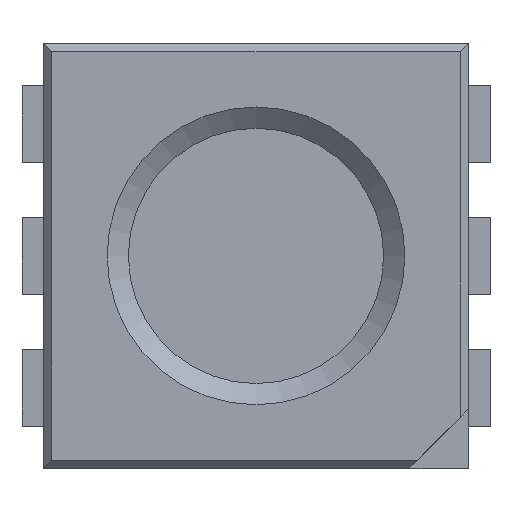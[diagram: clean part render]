
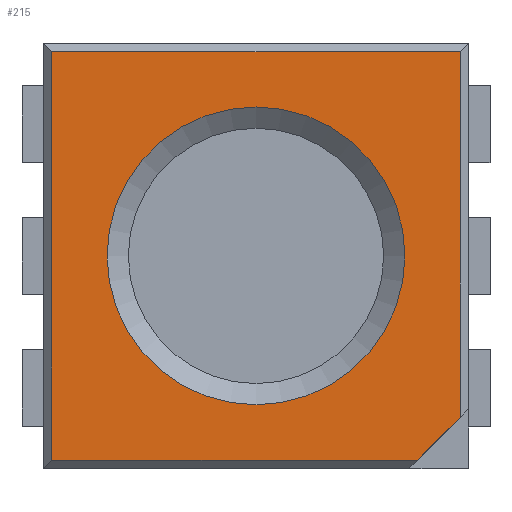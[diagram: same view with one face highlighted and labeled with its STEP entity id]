
A CAD part, top view. The second image highlights one B-rep face of the part: STEP entity #215.
In plain terms, the highlighted planar face has unit normal (0, 0, 1).
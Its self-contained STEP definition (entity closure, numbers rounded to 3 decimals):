
#24 = VERTEX_POINT('',#25);
#25 = CARTESIAN_POINT('',(0.1,0.1,1.7));
#40 = VERTEX_POINT('',#41);
#41 = CARTESIAN_POINT('',(0.1,4.9,1.7));
#47 = EDGE_CURVE('',#24,#40,#48,.T.);
#48 = LINE('',#49,#50);
#49 = CARTESIAN_POINT('',(0.1,0.,1.7));
#50 = VECTOR('',#51,1.);
#51 = DIRECTION('',(0.,1.,0.));
#71 = VERTEX_POINT('',#72);
#72 = CARTESIAN_POINT('',(4.396,0.1,1.7));
#78 = EDGE_CURVE('',#24,#71,#79,.T.);
#79 = LINE('',#80,#81);
#80 = CARTESIAN_POINT('',(0.,0.1,1.7));
#81 = VECTOR('',#82,1.);
#82 = DIRECTION('',(1.,0.,0.));
#215 = ADVANCED_FACE('',(#216,#242),#253,.T.);
#216 = FACE_BOUND('',#217,.T.);
#217 = EDGE_LOOP('',(#218,#219,#220,#228,#236));
#218 = ORIENTED_EDGE('',*,*,#47,.F.);
#219 = ORIENTED_EDGE('',*,*,#78,.T.);
#220 = ORIENTED_EDGE('',*,*,#221,.T.);
#221 = EDGE_CURVE('',#71,#222,#224,.T.);
#222 = VERTEX_POINT('',#223);
#223 = CARTESIAN_POINT('',(4.9,0.604,1.7));
#224 = LINE('',#225,#226);
#225 = CARTESIAN_POINT('',(4.293,-0.003,1.7));
#226 = VECTOR('',#227,1.);
#227 = DIRECTION('',(0.707,0.707,0.));
#228 = ORIENTED_EDGE('',*,*,#229,.T.);
#229 = EDGE_CURVE('',#222,#230,#232,.T.);
#230 = VERTEX_POINT('',#231);
#231 = CARTESIAN_POINT('',(4.9,4.9,1.7));
#232 = LINE('',#233,#234);
#233 = CARTESIAN_POINT('',(4.9,0.,1.7));
#234 = VECTOR('',#235,1.);
#235 = DIRECTION('',(0.,1.,0.));
#236 = ORIENTED_EDGE('',*,*,#237,.F.);
#237 = EDGE_CURVE('',#40,#230,#238,.T.);
#238 = LINE('',#239,#240);
#239 = CARTESIAN_POINT('',(0.,4.9,1.7));
#240 = VECTOR('',#241,1.);
#241 = DIRECTION('',(1.,0.,0.));
#242 = FACE_BOUND('',#243,.T.);
#243 = EDGE_LOOP('',(#244));
#244 = ORIENTED_EDGE('',*,*,#245,.F.);
#245 = EDGE_CURVE('',#246,#246,#248,.T.);
#246 = VERTEX_POINT('',#247);
#247 = CARTESIAN_POINT('',(4.25,2.5,1.7));
#248 = CIRCLE('',#249,1.75);
#249 = AXIS2_PLACEMENT_3D('',#250,#251,#252);
#250 = CARTESIAN_POINT('',(2.5,2.5,1.7));
#251 = DIRECTION('',(0.,0.,1.));
#252 = DIRECTION('',(1.,0.,0.));
#253 = PLANE('',#254);
#254 = AXIS2_PLACEMENT_3D('',#255,#256,#257);
#255 = CARTESIAN_POINT('',(0.,0.,1.7));
#256 = DIRECTION('',(0.,0.,1.));
#257 = DIRECTION('',(1.,0.,0.));
